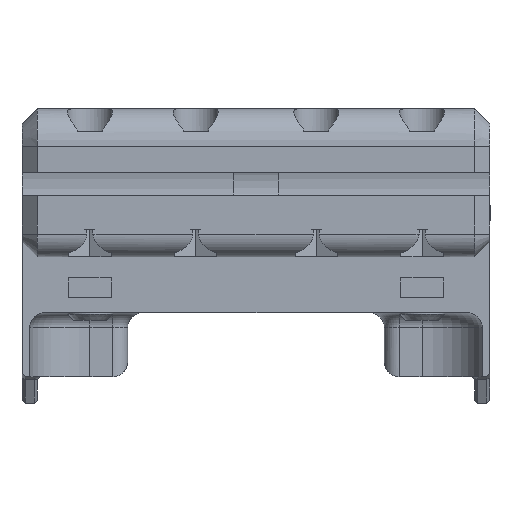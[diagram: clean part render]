
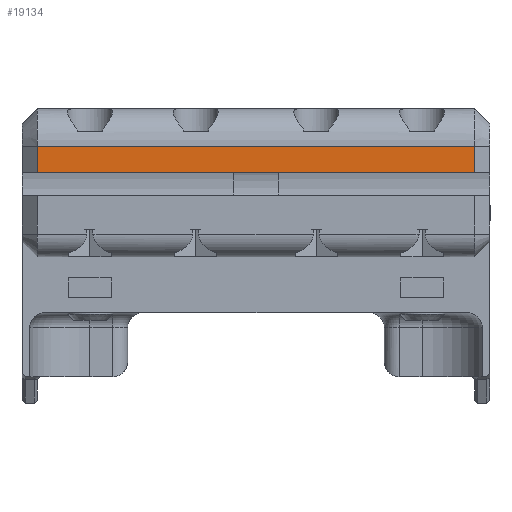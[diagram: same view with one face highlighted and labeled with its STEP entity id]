
A CAD part, left-side view. The second image highlights one B-rep face of the part: STEP entity #19134.
In plain terms, the highlighted planar face has unit normal (-1, 0, 0).
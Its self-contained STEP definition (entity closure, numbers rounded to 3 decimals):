
#137 = CYLINDRICAL_SURFACE('',#138,5.);
#138 = AXIS2_PLACEMENT_3D('',#139,#140,#141);
#139 = CARTESIAN_POINT('',(-34.5,0.,25.));
#140 = DIRECTION('',(0.,-1.,0.));
#141 = DIRECTION('',(-1.,0.,-0.));
#3015 = PLANE('',#3016);
#3016 = AXIS2_PLACEMENT_3D('',#3017,#3018,#3019);
#3017 = CARTESIAN_POINT('',(-32.571,0.,21.5));
#3018 = DIRECTION('',(-0.,0.,-1.));
#3019 = DIRECTION('',(-1.,0.,0.));
#3043 = PLANE('',#3044);
#3044 = AXIS2_PLACEMENT_3D('',#3045,#3046,#3047);
#3045 = CARTESIAN_POINT('',(-38.5,30.,25.));
#3046 = DIRECTION('',(-0.707,0.707,0.)
  );
#3047 = DIRECTION('',(0.,0.,1.));
#4907 = VERTEX_POINT('',#4908);
#4908 = CARTESIAN_POINT('',(-39.5,29.,25.));
#4978 = EDGE_CURVE('',#4907,#4979,#4981,.T.);
#4979 = VERTEX_POINT('',#4980);
#4980 = CARTESIAN_POINT('',(-39.5,29.,21.5));
#4981 = SURFACE_CURVE('',#4982,(#4986,#4993),.PCURVE_S1.);
#4982 = LINE('',#4983,#4984);
#4983 = CARTESIAN_POINT('',(-39.5,29.,25.));
#4984 = VECTOR('',#4985,1.);
#4985 = DIRECTION('',(0.,0.,-1.));
#4986 = PCURVE('',#3043,#4987);
#4987 = DEFINITIONAL_REPRESENTATION('',(#4988),#4992);
#4988 = LINE('',#4989,#4990);
#4989 = CARTESIAN_POINT('',(0.,-1.414));
#4990 = VECTOR('',#4991,1.);
#4991 = DIRECTION('',(-1.,0.));
#4992 = ( GEOMETRIC_REPRESENTATION_CONTEXT(2) 
PARAMETRIC_REPRESENTATION_CONTEXT() REPRESENTATION_CONTEXT('2D SPACE',''
  ) );
#4993 = PCURVE('',#4994,#4999);
#4994 = PLANE('',#4995);
#4995 = AXIS2_PLACEMENT_3D('',#4996,#4997,#4998);
#4996 = CARTESIAN_POINT('',(-39.5,0.,25.));
#4997 = DIRECTION('',(1.,0.,0.));
#4998 = DIRECTION('',(0.,0.,1.));
#4999 = DEFINITIONAL_REPRESENTATION('',(#5000),#5004);
#5000 = LINE('',#5001,#5002);
#5001 = CARTESIAN_POINT('',(0.,-29.));
#5002 = VECTOR('',#5003,1.);
#5003 = DIRECTION('',(-1.,0.));
#5004 = ( GEOMETRIC_REPRESENTATION_CONTEXT(2) 
PARAMETRIC_REPRESENTATION_CONTEXT() REPRESENTATION_CONTEXT('2D SPACE',''
  ) );
#12215 = PLANE('',#12216);
#12216 = AXIS2_PLACEMENT_3D('',#12217,#12218,#12219);
#12217 = CARTESIAN_POINT('',(-38.5,-30.,25.));
#12218 = DIRECTION('',(-0.707,-0.707,
    0.));
#12219 = DIRECTION('',(0.,0.,-1.));
#14213 = VERTEX_POINT('',#14214);
#14214 = CARTESIAN_POINT('',(-39.5,-29.,25.));
#14284 = EDGE_CURVE('',#14213,#14285,#14287,.T.);
#14285 = VERTEX_POINT('',#14286);
#14286 = CARTESIAN_POINT('',(-39.5,-29.,21.5));
#14287 = SURFACE_CURVE('',#14288,(#14292,#14299),.PCURVE_S1.);
#14288 = LINE('',#14289,#14290);
#14289 = CARTESIAN_POINT('',(-39.5,-29.,25.));
#14290 = VECTOR('',#14291,1.);
#14291 = DIRECTION('',(-0.,0.,-1.));
#14292 = PCURVE('',#12215,#14293);
#14293 = DEFINITIONAL_REPRESENTATION('',(#14294),#14298);
#14294 = LINE('',#14295,#14296);
#14295 = CARTESIAN_POINT('',(0.,-1.414));
#14296 = VECTOR('',#14297,1.);
#14297 = DIRECTION('',(1.,0.));
#14298 = ( GEOMETRIC_REPRESENTATION_CONTEXT(2) 
PARAMETRIC_REPRESENTATION_CONTEXT() REPRESENTATION_CONTEXT('2D SPACE',''
  ) );
#14299 = PCURVE('',#4994,#14300);
#14300 = DEFINITIONAL_REPRESENTATION('',(#14301),#14305);
#14301 = LINE('',#14302,#14303);
#14302 = CARTESIAN_POINT('',(0.,29.));
#14303 = VECTOR('',#14304,1.);
#14304 = DIRECTION('',(-1.,0.));
#14305 = ( GEOMETRIC_REPRESENTATION_CONTEXT(2) 
PARAMETRIC_REPRESENTATION_CONTEXT() REPRESENTATION_CONTEXT('2D SPACE',''
  ) );
#18681 = EDGE_CURVE('',#4979,#14285,#18682,.T.);
#18682 = SURFACE_CURVE('',#18683,(#18687,#18694),.PCURVE_S1.);
#18683 = LINE('',#18684,#18685);
#18684 = CARTESIAN_POINT('',(-39.5,0.,21.5));
#18685 = VECTOR('',#18686,1.);
#18686 = DIRECTION('',(-0.,-1.,-0.));
#18687 = PCURVE('',#3015,#18688);
#18688 = DEFINITIONAL_REPRESENTATION('',(#18689),#18693);
#18689 = LINE('',#18690,#18691);
#18690 = CARTESIAN_POINT('',(6.929,0.));
#18691 = VECTOR('',#18692,1.);
#18692 = DIRECTION('',(0.,-1.));
#18693 = ( GEOMETRIC_REPRESENTATION_CONTEXT(2) 
PARAMETRIC_REPRESENTATION_CONTEXT() REPRESENTATION_CONTEXT('2D SPACE',''
  ) );
#18694 = PCURVE('',#4994,#18695);
#18695 = DEFINITIONAL_REPRESENTATION('',(#18696),#18700);
#18696 = LINE('',#18697,#18698);
#18697 = CARTESIAN_POINT('',(-3.5,0.));
#18698 = VECTOR('',#18699,1.);
#18699 = DIRECTION('',(0.,1.));
#18700 = ( GEOMETRIC_REPRESENTATION_CONTEXT(2) 
PARAMETRIC_REPRESENTATION_CONTEXT() REPRESENTATION_CONTEXT('2D SPACE',''
  ) );
#19134 = ADVANCED_FACE('',(#19135),#4994,.F.);
#19135 = FACE_BOUND('',#19136,.T.);
#19136 = EDGE_LOOP('',(#19137,#19138,#19139,#19140));
#19137 = ORIENTED_EDGE('',*,*,#4978,.T.);
#19138 = ORIENTED_EDGE('',*,*,#18681,.T.);
#19139 = ORIENTED_EDGE('',*,*,#14284,.F.);
#19140 = ORIENTED_EDGE('',*,*,#19141,.F.);
#19141 = EDGE_CURVE('',#4907,#14213,#19142,.T.);
#19142 = SURFACE_CURVE('',#19143,(#19147,#19154),.PCURVE_S1.);
#19143 = LINE('',#19144,#19145);
#19144 = CARTESIAN_POINT('',(-39.5,0.,25.));
#19145 = VECTOR('',#19146,1.);
#19146 = DIRECTION('',(0.,-1.,0.));
#19147 = PCURVE('',#4994,#19148);
#19148 = DEFINITIONAL_REPRESENTATION('',(#19149),#19153);
#19149 = LINE('',#19150,#19151);
#19150 = CARTESIAN_POINT('',(0.,0.));
#19151 = VECTOR('',#19152,1.);
#19152 = DIRECTION('',(0.,1.));
#19153 = ( GEOMETRIC_REPRESENTATION_CONTEXT(2) 
PARAMETRIC_REPRESENTATION_CONTEXT() REPRESENTATION_CONTEXT('2D SPACE',''
  ) );
#19154 = PCURVE('',#137,#19155);
#19155 = DEFINITIONAL_REPRESENTATION('',(#19156),#19203);
#19156 = B_SPLINE_CURVE_WITH_KNOTS('',3,(#19157,#19158,#19159,#19160,
    #19161,#19162,#19163,#19164,#19165,#19166,#19167,#19168,#19169,
    #19170,#19171,#19172,#19173,#19174,#19175,#19176,#19177,#19178,
    #19179,#19180,#19181,#19182,#19183,#19184,#19185,#19186,#19187,
    #19188,#19189,#19190,#19191,#19192,#19193,#19194,#19195,#19196,
    #19197,#19198,#19199,#19200,#19201,#19202),.UNSPECIFIED.,.F.,.F.,(4,
    1,1,1,1,1,1,1,1,1,1,1,1,1,1,1,1,1,1,1,1,1,1,1,1,1,1,1,1,1,1,1,1,1,1,
    1,1,1,1,1,1,1,1,4),(-29.,-27.682,-26.364,
    -25.045,-23.727,-22.409,-21.091,
    -19.773,-18.455,-17.136,-15.818,
    -14.5,-13.182,-11.864,-10.545,
    -9.227,-7.909,-6.591,-5.273,
    -3.955,-2.636,-1.318,1.318,
    2.636,3.955,5.273,6.591,
    7.909,9.227,10.545,11.864,
    13.182,14.5,15.818,17.136,18.455
    ,19.773,21.091,22.409,23.727,
    25.045,26.364,27.682,29.),.UNSPECIFIED.);
#19157 = CARTESIAN_POINT('',(0.,-29.));
#19158 = CARTESIAN_POINT('',(0.,-28.561));
#19159 = CARTESIAN_POINT('',(0.,-27.682));
#19160 = CARTESIAN_POINT('',(0.,-26.364));
#19161 = CARTESIAN_POINT('',(0.,-25.045));
#19162 = CARTESIAN_POINT('',(0.,-23.727));
#19163 = CARTESIAN_POINT('',(0.,-22.409));
#19164 = CARTESIAN_POINT('',(0.,-21.091));
#19165 = CARTESIAN_POINT('',(0.,-19.773));
#19166 = CARTESIAN_POINT('',(0.,-18.455));
#19167 = CARTESIAN_POINT('',(0.,-17.136));
#19168 = CARTESIAN_POINT('',(0.,-15.818));
#19169 = CARTESIAN_POINT('',(0.,-14.5));
#19170 = CARTESIAN_POINT('',(0.,-13.182));
#19171 = CARTESIAN_POINT('',(0.,-11.864));
#19172 = CARTESIAN_POINT('',(0.,-10.545));
#19173 = CARTESIAN_POINT('',(0.,-9.227));
#19174 = CARTESIAN_POINT('',(0.,-7.909));
#19175 = CARTESIAN_POINT('',(0.,-6.591));
#19176 = CARTESIAN_POINT('',(0.,-5.273));
#19177 = CARTESIAN_POINT('',(0.,-3.955));
#19178 = CARTESIAN_POINT('',(0.,-2.636));
#19179 = CARTESIAN_POINT('',(0.,-0.879));
#19180 = CARTESIAN_POINT('',(0.,0.879));
#19181 = CARTESIAN_POINT('',(0.,2.636));
#19182 = CARTESIAN_POINT('',(0.,3.955));
#19183 = CARTESIAN_POINT('',(0.,5.273));
#19184 = CARTESIAN_POINT('',(0.,6.591));
#19185 = CARTESIAN_POINT('',(0.,7.909));
#19186 = CARTESIAN_POINT('',(0.,9.227));
#19187 = CARTESIAN_POINT('',(0.,10.545));
#19188 = CARTESIAN_POINT('',(0.,11.864));
#19189 = CARTESIAN_POINT('',(0.,13.182));
#19190 = CARTESIAN_POINT('',(0.,14.5));
#19191 = CARTESIAN_POINT('',(0.,15.818));
#19192 = CARTESIAN_POINT('',(0.,17.136));
#19193 = CARTESIAN_POINT('',(0.,18.455));
#19194 = CARTESIAN_POINT('',(0.,19.773));
#19195 = CARTESIAN_POINT('',(0.,21.091));
#19196 = CARTESIAN_POINT('',(0.,22.409));
#19197 = CARTESIAN_POINT('',(0.,23.727));
#19198 = CARTESIAN_POINT('',(0.,25.045));
#19199 = CARTESIAN_POINT('',(0.,26.364));
#19200 = CARTESIAN_POINT('',(0.,27.682));
#19201 = CARTESIAN_POINT('',(0.,28.561));
#19202 = CARTESIAN_POINT('',(0.,29.));
#19203 = ( GEOMETRIC_REPRESENTATION_CONTEXT(2) 
PARAMETRIC_REPRESENTATION_CONTEXT() REPRESENTATION_CONTEXT('2D SPACE',''
  ) );
